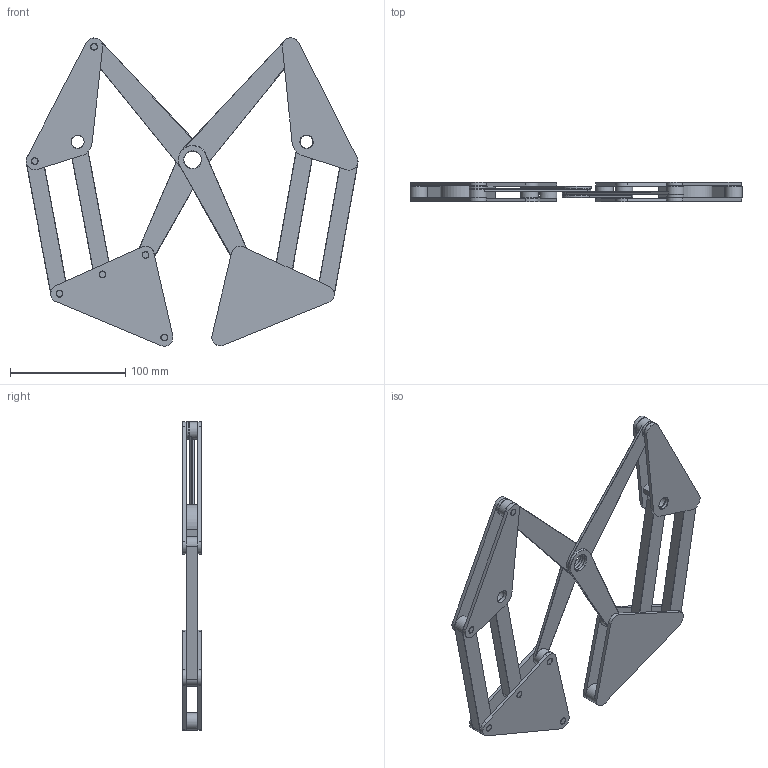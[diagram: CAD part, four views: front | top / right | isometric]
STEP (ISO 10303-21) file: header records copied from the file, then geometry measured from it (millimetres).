
FILE_DESCRIPTION(/* description */ (''),/* implementation_level */ '2;1');
FILE_NAME(/* name */ 'Leg Pair v19.step',/* time_stamp */ '2024-10-26T06:54:28+02:00',/* author */ (''),/* organization */ (''),/* preprocessor_version */ 'ST-DEVELOPER v20',/* originating_system */ 'Autodesk Translation Framework v13.20.0.188',/* authorisation */ '');
FILE_SCHEMA (('AUTOMOTIVE_DESIGN { 1 0 10303 214 3 1 1 }'));
Length unit declared in the file: millimetre
Products named in the file (16): Leg Pair; Frame and Crank; Leg; ABC; DEFG; CH; Leg_1; ABC_1; Component16; DEFG_1; Component17; AE; BD; CH_1; Component19; FH
Assembly tree (21 placements, depth 4):
  Leg Pair
    Frame and Crank
    Leg
      ABC
        Component16
      DEFG
        Component17
      AE
      BD
      CH
        Component19
      FH
    Leg_1
      ABC_1
        Component16
      DEFG_1
        Component17
      AE
      BD
      CH_1
        Component19
      FH
Bounding box: 287.87 x 16.4 x 267.33 mm (x, y, z)
Volume: 214254.9 mm3; surface area: 134928.4 mm2
Topology: 18 solids, 18 shells, 336 faces, 712 edges, 436 vertices
Faces by surface type: plane 142, cone 104, cylinder 90
Full cylindrical faces by diameter (mm): 6 x12, 8 x12, 8.25 x10, 11.25 x6, 15 x8, 15.25 x4
Entity records: 6990 total; most frequent: DIRECTION 1291, CARTESIAN_POINT 1113, ORIENTED_EDGE 1016, AXIS2_PLACEMENT_3D 509, EDGE_CURVE 508, VERTEX_POINT 313, EDGE_LOOP 307, LINE 273
